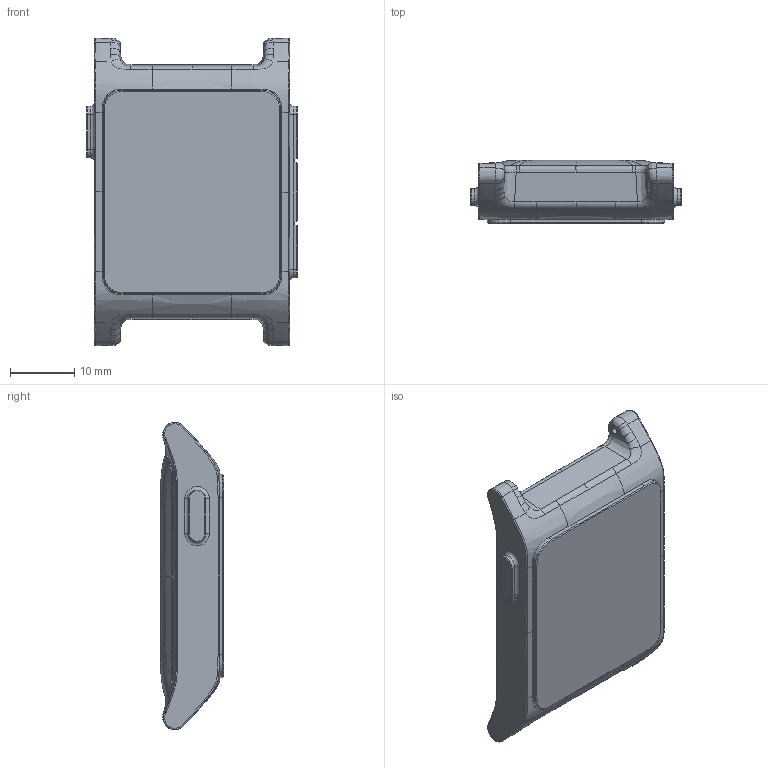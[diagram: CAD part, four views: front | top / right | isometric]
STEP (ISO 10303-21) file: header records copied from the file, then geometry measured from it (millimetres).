
FILE_DESCRIPTION((''),'2;1');
FILE_NAME('SILK_OUTER_DUMMY','2016-05-16T',('DavidTC_Chen'),(''),'CREO PARAMETRIC BY PTC INC, 2015380','CREO PARAMETRIC BY PTC INC, 2015380','');
FILE_SCHEMA(('CONFIG_CONTROL_DESIGN'));
Length unit declared in the file: millimetre
Products named in the file (1): SILK_OUTER_DUMMY
Bounding box: 32.65 x 9.85 x 47.64 mm (x, y, z)
Volume: 11062.1 mm3; surface area: 4129.2 mm2
Topology: 1 solids, 1 shells, 416 faces, 1017 edges, 621 vertices
Faces by surface type: bspline 209, plane 98, cylinder 54, extrusion 22, torus 12, cone 12, sphere 9
Entity records: 28052 total; most frequent: CARTESIAN_POINT 19828, ORIENTED_EDGE 2034, EDGE_CURVE 1017, DIRECTION 982, VERTEX_POINT 621, B_SPLINE_CURVE_WITH_KNOTS 581, EDGE_LOOP 434, FACE_OUTER_BOUND 416
